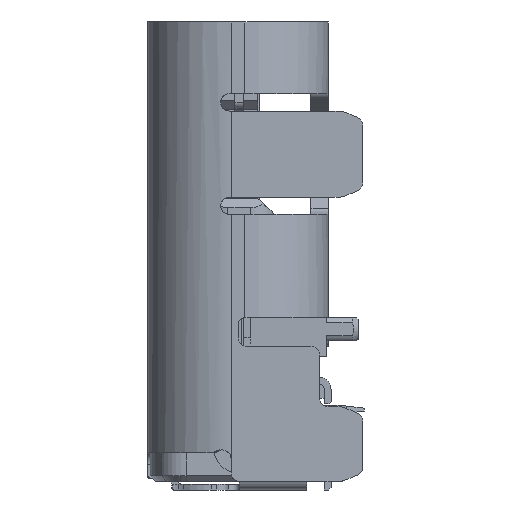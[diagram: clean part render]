
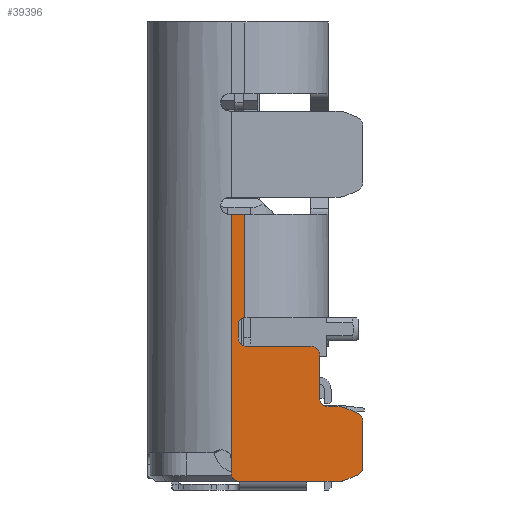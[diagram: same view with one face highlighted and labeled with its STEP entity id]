
A CAD part, left-side view. The second image highlights one B-rep face of the part: STEP entity #39396.
In plain terms, the highlighted planar face has unit normal (-1, 0, 0).
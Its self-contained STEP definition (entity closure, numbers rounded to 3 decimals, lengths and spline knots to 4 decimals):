
#1434=CIRCLE('',#42829,0.3);
#1446=CIRCLE('',#42863,0.15);
#1447=CIRCLE('',#42864,0.15);
#1448=CIRCLE('',#42865,0.3);
#1449=CIRCLE('',#42866,0.15);
#1450=CIRCLE('',#42867,0.15);
#1451=CIRCLE('',#42868,0.15);
#1452=CIRCLE('',#42869,0.12);
#1453=CIRCLE('',#42870,0.15);
#4141=FACE_OUTER_BOUND('',#6240,.T.);
#6240=EDGE_LOOP('',(#34909,#34910,#34911,#34912,#34913,#34914,#34915,#34916,
#34917,#34918,#34919,#34920,#34921,#34922,#34923,#34924,#34925,#34926,#34927,
#34928,#34929));
#10390=LINE('',#65596,#14629);
#10411=LINE('',#65752,#14650);
#10416=LINE('',#65761,#14655);
#10458=LINE('',#65901,#14697);
#10459=LINE('',#65905,#14698);
#10460=LINE('',#65909,#14699);
#10461=LINE('',#65913,#14700);
#10462=LINE('',#65917,#14701);
#10463=LINE('',#65921,#14702);
#10464=LINE('',#65924,#14703);
#10465=LINE('',#65926,#14704);
#10466=LINE('',#65928,#14705);
#14629=VECTOR('',#53308,1.8);
#14650=VECTOR('',#53397,1.7284);
#14655=VECTOR('',#53404,0.2203);
#14697=VECTOR('',#53510,0.8022);
#14698=VECTOR('',#53513,0.2203);
#14699=VECTOR('',#53516,0.1884);
#14700=VECTOR('',#53519,0.75);
#14701=VECTOR('',#53522,1.12);
#14702=VECTOR('',#53525,0.23);
#14703=VECTOR('',#53528,0.24);
#14704=VECTOR('',#53529,4.25);
#14705=VECTOR('',#53530,0.25);
#18419=VERTEX_POINT('',#65593);
#18420=VERTEX_POINT('',#65595);
#18438=VERTEX_POINT('',#65743);
#18440=VERTEX_POINT('',#65747);
#18441=VERTEX_POINT('',#65751);
#18444=VERTEX_POINT('',#65759);
#18476=VERTEX_POINT('',#65898);
#18477=VERTEX_POINT('',#65900);
#18478=VERTEX_POINT('',#65902);
#18479=VERTEX_POINT('',#65904);
#18480=VERTEX_POINT('',#65906);
#18481=VERTEX_POINT('',#65908);
#18482=VERTEX_POINT('',#65910);
#18483=VERTEX_POINT('',#65912);
#18484=VERTEX_POINT('',#65914);
#18485=VERTEX_POINT('',#65916);
#18486=VERTEX_POINT('',#65918);
#18487=VERTEX_POINT('',#65920);
#18488=VERTEX_POINT('',#65923);
#18489=VERTEX_POINT('',#65925);
#18490=VERTEX_POINT('',#65927);
#23897=EDGE_CURVE('',#18420,#18419,#10390,.T.);
#23938=EDGE_CURVE('',#18440,#18438,#1434,.T.);
#23939=EDGE_CURVE('',#18438,#18441,#10411,.T.);
#23944=EDGE_CURVE('',#18444,#18440,#10416,.T.);
#24000=EDGE_CURVE('',#18476,#18444,#1446,.T.);
#24001=EDGE_CURVE('',#18477,#18476,#10458,.T.);
#24002=EDGE_CURVE('',#18478,#18477,#1447,.T.);
#24003=EDGE_CURVE('',#18479,#18478,#10459,.T.);
#24004=EDGE_CURVE('',#18480,#18479,#1448,.T.);
#24005=EDGE_CURVE('',#18481,#18480,#10460,.T.);
#24006=EDGE_CURVE('',#18482,#18481,#1449,.T.);
#24007=EDGE_CURVE('',#18483,#18482,#10461,.T.);
#24008=EDGE_CURVE('',#18484,#18483,#1450,.T.);
#24009=EDGE_CURVE('',#18485,#18484,#10462,.T.);
#24010=EDGE_CURVE('',#18486,#18485,#1451,.T.);
#24011=EDGE_CURVE('',#18486,#18487,#10463,.T.);
#24012=EDGE_CURVE('',#18420,#18487,#1452,.T.);
#24013=EDGE_CURVE('',#18488,#18419,#10464,.T.);
#24014=EDGE_CURVE('',#18488,#18489,#10465,.T.);
#24015=EDGE_CURVE('',#18489,#18490,#10466,.T.);
#24016=EDGE_CURVE('',#18441,#18490,#1453,.T.);
#34909=ORIENTED_EDGE('',*,*,#23944,.F.);
#34910=ORIENTED_EDGE('',*,*,#24000,.F.);
#34911=ORIENTED_EDGE('',*,*,#24001,.F.);
#34912=ORIENTED_EDGE('',*,*,#24002,.F.);
#34913=ORIENTED_EDGE('',*,*,#24003,.F.);
#34914=ORIENTED_EDGE('',*,*,#24004,.F.);
#34915=ORIENTED_EDGE('',*,*,#24005,.F.);
#34916=ORIENTED_EDGE('',*,*,#24006,.F.);
#34917=ORIENTED_EDGE('',*,*,#24007,.F.);
#34918=ORIENTED_EDGE('',*,*,#24008,.F.);
#34919=ORIENTED_EDGE('',*,*,#24009,.F.);
#34920=ORIENTED_EDGE('',*,*,#24010,.F.);
#34921=ORIENTED_EDGE('',*,*,#24011,.T.);
#34922=ORIENTED_EDGE('',*,*,#24012,.F.);
#34923=ORIENTED_EDGE('',*,*,#23897,.T.);
#34924=ORIENTED_EDGE('',*,*,#24013,.F.);
#34925=ORIENTED_EDGE('',*,*,#24014,.T.);
#34926=ORIENTED_EDGE('',*,*,#24015,.T.);
#34927=ORIENTED_EDGE('',*,*,#24016,.F.);
#34928=ORIENTED_EDGE('',*,*,#23939,.F.);
#34929=ORIENTED_EDGE('',*,*,#23938,.F.);
#37423=PLANE('',#42862);
#39396=ADVANCED_FACE('',(#4141),#37423,.F.);
#42829=AXIS2_PLACEMENT_3D('',#65749,#53393,#53394);
#42862=AXIS2_PLACEMENT_3D('',#65897,#53506,#53507);
#42863=AXIS2_PLACEMENT_3D('',#65899,#53508,#53509);
#42864=AXIS2_PLACEMENT_3D('',#65903,#53511,#53512);
#42865=AXIS2_PLACEMENT_3D('',#65907,#53514,#53515);
#42866=AXIS2_PLACEMENT_3D('',#65911,#53517,#53518);
#42867=AXIS2_PLACEMENT_3D('',#65915,#53520,#53521);
#42868=AXIS2_PLACEMENT_3D('',#65919,#53523,#53524);
#42869=AXIS2_PLACEMENT_3D('',#65922,#53526,#53527);
#42870=AXIS2_PLACEMENT_3D('',#65929,#53531,#53532);
#53308=DIRECTION('',(0.,0.,1.));
#53393=DIRECTION('center_axis',(1.,0.,0.));
#53394=DIRECTION('ref_axis',(0.,-0.394,-0.919));
#53397=DIRECTION('',(0.,1.,0.));
#53404=DIRECTION('',(0.,0.919,-0.394));
#53506=DIRECTION('center_axis',(1.,0.,0.));
#53507=DIRECTION('ref_axis',(0.,1.,0.));
#53508=DIRECTION('center_axis',(1.,0.,0.));
#53509=DIRECTION('ref_axis',(0.,-1.,0.));
#53510=DIRECTION('',(0.,0.,-1.));
#53511=DIRECTION('center_axis',(1.,0.,0.));
#53512=DIRECTION('ref_axis',(0.,-0.394,0.919));
#53513=DIRECTION('',(0.,-0.919,-0.394));
#53514=DIRECTION('center_axis',(1.,0.,0.));
#53515=DIRECTION('ref_axis',(0.,0.,1.));
#53516=DIRECTION('',(0.,-1.,0.));
#53517=DIRECTION('center_axis',(-1.,0.,0.));
#53518=DIRECTION('ref_axis',(0.,1.,0.));
#53519=DIRECTION('',(0.,0.,-1.));
#53520=DIRECTION('center_axis',(1.,0.,0.));
#53521=DIRECTION('ref_axis',(0.,0.,1.));
#53522=DIRECTION('',(0.,-1.,0.));
#53523=DIRECTION('center_axis',(-1.,0.,0.));
#53524=DIRECTION('ref_axis',(0.,1.,0.));
#53525=DIRECTION('',(0.,0.,1.));
#53526=DIRECTION('center_axis',(-1.,0.,0.));
#53527=DIRECTION('ref_axis',(0.,0.,1.));
#53528=DIRECTION('',(0.,-1.,0.));
#53529=DIRECTION('',(0.,0.,-1.));
#53530=DIRECTION('',(0.,0.,-1.));
#53531=DIRECTION('center_axis',(1.,0.,0.));
#53532=DIRECTION('ref_axis',(0.,0.,-1.));
#65593=CARTESIAN_POINT('',(-0.32,2.075,-3.1));
#65595=CARTESIAN_POINT('',(-0.32,2.075,-4.9));
#65596=CARTESIAN_POINT('',(-0.32,2.075,-4.9));
#65743=CARTESIAN_POINT('',(-0.32,0.4366,-7.75));
#65747=CARTESIAN_POINT('',(-0.32,0.3184,-7.7257));
#65749=CARTESIAN_POINT('Origin',(-0.32,0.4366,-7.45));
#65751=CARTESIAN_POINT('',(-0.32,2.165,-7.75));
#65752=CARTESIAN_POINT('',(-0.32,0.4366,-7.75));
#65759=CARTESIAN_POINT('',(-0.32,0.1159,-7.639));
#65761=CARTESIAN_POINT('',(-0.32,0.1159,-7.639));
#65897=CARTESIAN_POINT('Origin',(-0.32,2.075,-7.75));
#65898=CARTESIAN_POINT('',(-0.32,0.025,-7.5011));
#65899=CARTESIAN_POINT('Origin',(-0.32,0.175,-7.5011));
#65900=CARTESIAN_POINT('',(-0.32,0.025,-6.6989));
#65901=CARTESIAN_POINT('',(-0.32,0.025,-6.6989));
#65902=CARTESIAN_POINT('',(-0.32,0.1159,-6.561));
#65903=CARTESIAN_POINT('Origin',(-0.32,0.175,-6.6989));
#65904=CARTESIAN_POINT('',(-0.32,0.3184,-6.4743));
#65905=CARTESIAN_POINT('',(-0.32,0.3184,-6.4743));
#65906=CARTESIAN_POINT('',(-0.32,0.4366,-6.45));
#65907=CARTESIAN_POINT('Origin',(-0.32,0.4366,-6.75));
#65908=CARTESIAN_POINT('',(-0.32,0.625,-6.45));
#65909=CARTESIAN_POINT('',(-0.32,0.625,-6.45));
#65910=CARTESIAN_POINT('',(-0.32,0.775,-6.3));
#65911=CARTESIAN_POINT('Origin',(-0.32,0.625,-6.3));
#65912=CARTESIAN_POINT('',(-0.32,0.775,-5.55));
#65913=CARTESIAN_POINT('',(-0.32,0.775,-5.55));
#65914=CARTESIAN_POINT('',(-0.32,0.925,-5.4));
#65915=CARTESIAN_POINT('Origin',(-0.32,0.925,-5.55));
#65916=CARTESIAN_POINT('',(-0.32,2.045,-5.4));
#65917=CARTESIAN_POINT('',(-0.32,2.045,-5.4));
#65918=CARTESIAN_POINT('',(-0.32,2.195,-5.25));
#65919=CARTESIAN_POINT('Origin',(-0.32,2.045,-5.25));
#65920=CARTESIAN_POINT('',(-0.32,2.195,-5.02));
#65921=CARTESIAN_POINT('',(-0.32,2.195,-5.25));
#65922=CARTESIAN_POINT('Origin',(-0.32,2.075,-5.02));
#65923=CARTESIAN_POINT('',(-0.32,2.315,-3.1));
#65924=CARTESIAN_POINT('',(-0.32,2.315,-3.1));
#65925=CARTESIAN_POINT('',(-0.32,2.315,-7.35));
#65926=CARTESIAN_POINT('',(-0.32,2.315,-3.1));
#65927=CARTESIAN_POINT('',(-0.32,2.315,-7.6));
#65928=CARTESIAN_POINT('',(-0.32,2.315,-7.35));
#65929=CARTESIAN_POINT('Origin',(-0.32,2.165,-7.6));
